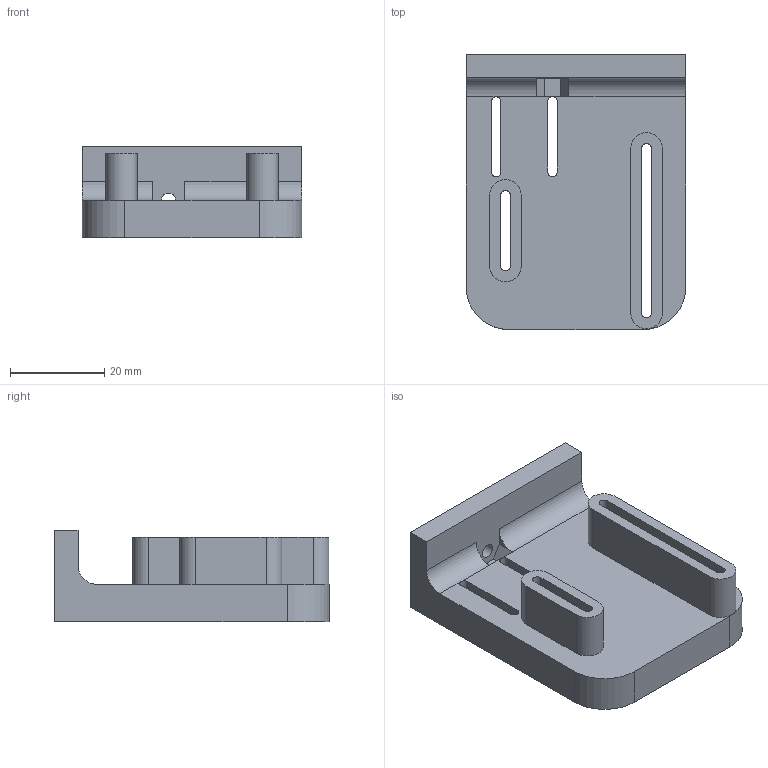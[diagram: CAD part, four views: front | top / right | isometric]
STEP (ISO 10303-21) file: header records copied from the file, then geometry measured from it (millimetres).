
FILE_DESCRIPTION(/* description */ (''),/* implementation_level */ '2;1');
FILE_NAME(/* name */ '6db5a45b-ea3a-48a9-81ff-7cbb9a8e5642.stp',/* time_stamp */ '2024-02-04T16:40:31Z',/* author */ (''),/* organization */ (''),/* preprocessor_version */ 'ST-DEVELOPER v20',/* originating_system */ 'Autodesk Translation Framework v12.20.1.177',/* authorisation */ '');
FILE_SCHEMA (('AUTOMOTIVE_DESIGN { 1 0 10303 214 3 1 1 }'));
Length unit declared in the file: millimetre
Products named in the file (1): Modular_design
Bounding box: 46.7 x 58.5 x 19.5 mm (x, y, z)
Volume: 25811.8 mm3; surface area: 11910.9 mm2
Topology: 1 solids, 1 shells, 46 faces, 125 edges, 81 vertices
Faces by surface type: plane 29, cylinder 17
Full cylindrical faces by diameter (mm): 3 x1
Entity records: 1509 total; most frequent: DIRECTION 256, CARTESIAN_POINT 254, ORIENTED_EDGE 252, EDGE_CURVE 126, LINE 90, VECTOR 90, AXIS2_PLACEMENT_3D 83, VERTEX_POINT 81
